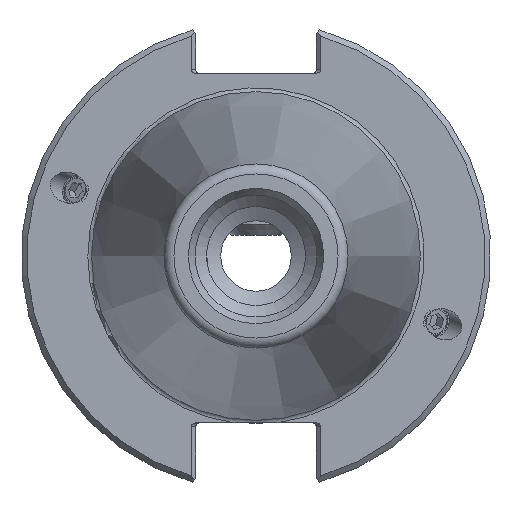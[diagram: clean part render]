
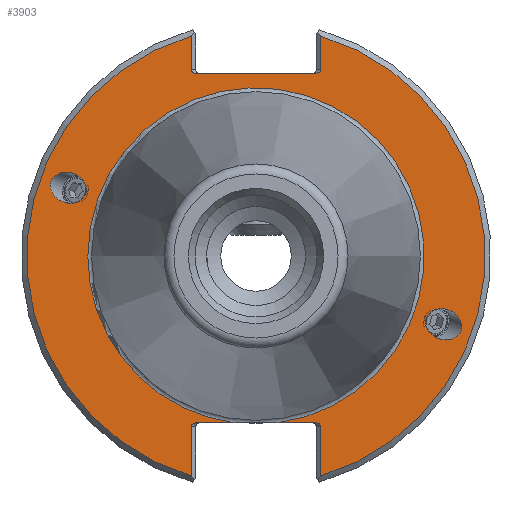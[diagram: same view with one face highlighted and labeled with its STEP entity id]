
A CAD part, left-side view. The second image highlights one B-rep face of the part: STEP entity #3903.
In plain terms, the highlighted planar face has unit normal (-1, 0, 0).
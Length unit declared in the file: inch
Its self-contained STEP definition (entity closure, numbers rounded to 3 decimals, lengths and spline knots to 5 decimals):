
#506=CARTESIAN_POINT('',(0.125,-0.90631,-0.32987));
#507=VERTEX_POINT('',#506);
#508=CARTESIAN_POINT('',(0.125,-0.99889,-0.36357));
#509=DIRECTION('',(1.0,0.,0.));
#510=DIRECTION('',(0.,-0.94,-0.342));
#511=AXIS2_PLACEMENT_3D('',#508,#509,#510);
#512=ELLIPSE('',#511,0.09853,0.08071);
#513=EDGE_CURVE('',#507,#507,#512,.T.);
#586=CARTESIAN_POINT('',(0.125,0.90631,0.32987));
#587=VERTEX_POINT('',#586);
#588=CARTESIAN_POINT('',(0.125,0.99889,0.36357));
#589=DIRECTION('',(1.0,0.,0.));
#590=DIRECTION('',(0.,0.94,0.342));
#591=AXIS2_PLACEMENT_3D('',#588,#589,#590);
#592=ELLIPSE('',#591,0.09853,0.08071);
#593=EDGE_CURVE('',#587,#587,#592,.T.);
#2949=CARTESIAN_POINT('',(0.125,0.345,0.992));
#2950=VERTEX_POINT('',#2949);
#2957=CARTESIAN_POINT('',(0.125,0.31672,0.972));
#2958=VERTEX_POINT('',#2957);
#2959=CARTESIAN_POINT('',(0.125,0.31672,0.992));
#2960=DIRECTION('',(-1.0,0.0,0.0));
#2961=DIRECTION('',(0.0,1.0,0.0));
#2962=AXIS2_PLACEMENT_3D('',#2959,#2960,#2961);
#2963=ELLIPSE('',#2962,0.02828,0.02);
#2964=EDGE_CURVE('',#2950,#2958,#2963,.T.);
#3049=CARTESIAN_POINT('',(0.125,0.345,1.1702));
#3050=VERTEX_POINT('',#3049);
#3057=CARTESIAN_POINT('',(0.125,0.345,1.1702));
#3058=DIRECTION('',(0.0,0.0,-1.0));
#3059=VECTOR('',#3058,0.1782);
#3060=LINE('',#3057,#3059);
#3061=EDGE_CURVE('',#3050,#2950,#3060,.T.);
#3161=CARTESIAN_POINT('',(0.125,-0.31672,0.972));
#3162=VERTEX_POINT('',#3161);
#3169=CARTESIAN_POINT('',(0.125,-0.345,0.992));
#3170=VERTEX_POINT('',#3169);
#3171=CARTESIAN_POINT('',(0.125,-0.31672,0.992));
#3172=DIRECTION('',(-1.0,0.0,0.0));
#3173=DIRECTION('',(0.0,-1.0,0.0));
#3174=AXIS2_PLACEMENT_3D('',#3171,#3172,#3173);
#3175=ELLIPSE('',#3174,0.02828,0.02);
#3176=EDGE_CURVE('',#3162,#3170,#3175,.T.);
#3226=CARTESIAN_POINT('',(0.125,-0.345,1.1702));
#3227=VERTEX_POINT('',#3226);
#3228=CARTESIAN_POINT('',(0.125,-0.345,0.992));
#3229=DIRECTION('',(0.0,0.0,1.0));
#3230=VECTOR('',#3229,0.1782);
#3231=LINE('',#3228,#3230);
#3232=EDGE_CURVE('',#3170,#3227,#3231,.T.);
#3250=CARTESIAN_POINT('',(0.125,-0.345,-0.908));
#3251=VERTEX_POINT('',#3250);
#3252=CARTESIAN_POINT('',(0.125,-0.31672,-0.888));
#3253=VERTEX_POINT('',#3252);
#3254=CARTESIAN_POINT('',(0.125,-0.31672,-0.908));
#3255=DIRECTION('',(-1.0,0.0,0.0));
#3256=DIRECTION('',(0.0,-1.0,0.0));
#3257=AXIS2_PLACEMENT_3D('',#3254,#3255,#3256);
#3258=ELLIPSE('',#3257,0.02828,0.02);
#3259=EDGE_CURVE('',#3251,#3253,#3258,.T.);
#3357=CARTESIAN_POINT('',(0.125,-0.345,-1.1702));
#3358=VERTEX_POINT('',#3357);
#3365=CARTESIAN_POINT('',(0.125,-0.345,-1.1702));
#3366=DIRECTION('',(0.0,0.0,1.0));
#3367=VECTOR('',#3366,0.2622);
#3368=LINE('',#3365,#3367);
#3369=EDGE_CURVE('',#3358,#3251,#3368,.T.);
#3469=CARTESIAN_POINT('',(0.125,0.31672,-0.888));
#3470=VERTEX_POINT('',#3469);
#3477=CARTESIAN_POINT('',(0.125,0.345,-0.908));
#3478=VERTEX_POINT('',#3477);
#3479=CARTESIAN_POINT('',(0.125,0.31672,-0.908));
#3480=DIRECTION('',(-1.0,0.0,0.0));
#3481=DIRECTION('',(0.0,1.0,0.0));
#3482=AXIS2_PLACEMENT_3D('',#3479,#3480,#3481);
#3483=ELLIPSE('',#3482,0.02828,0.02);
#3484=EDGE_CURVE('',#3470,#3478,#3483,.T.);
#3534=CARTESIAN_POINT('',(0.125,0.345,-1.1702));
#3535=VERTEX_POINT('',#3534);
#3536=CARTESIAN_POINT('',(0.125,0.345,-0.908));
#3537=DIRECTION('',(0.0,0.0,-1.0));
#3538=VECTOR('',#3537,0.2622);
#3539=LINE('',#3536,#3538);
#3540=EDGE_CURVE('',#3478,#3535,#3539,.T.);
#3607=CARTESIAN_POINT('',(0.125,0.31672,0.972));
#3608=DIRECTION('',(0.0,-1.0,0.0));
#3609=VECTOR('',#3608,0.63343);
#3610=LINE('',#3607,#3609);
#3611=EDGE_CURVE('',#2958,#3162,#3610,.T.);
#3815=CARTESIAN_POINT('',(0.125,-0.11172,-0.888));
#3816=VERTEX_POINT('',#3815);
#3817=CARTESIAN_POINT('',(0.125,0.11172,-0.888));
#3818=VERTEX_POINT('',#3817);
#3833=CARTESIAN_POINT('',(0.125,0.,0.0));
#3834=DIRECTION('',(-1.0,0.0,0.0));
#3835=DIRECTION('',(0.0,-1.0,0.0));
#3836=AXIS2_PLACEMENT_3D('',#3833,#3834,#3835);
#3837=CIRCLE('',#3836,0.895);
#3838=EDGE_CURVE('',#3816,#3818,#3837,.T.);
#3854=CARTESIAN_POINT('',(0.125,1.0625,0.0));
#3855=DIRECTION('',(-1.0,0.0,0.0));
#3856=DIRECTION('',(0.0,0.0,1.0));
#3857=AXIS2_PLACEMENT_3D('',#3854,#3855,#3856);
#3858=PLANE('',#3857);
#3859=ORIENTED_EDGE('',*,*,#3838,.F.);
#3860=CARTESIAN_POINT('',(0.125,-0.31672,-0.888));
#3861=DIRECTION('',(0.0,1.0,0.0));
#3862=VECTOR('',#3861,0.205);
#3863=LINE('',#3860,#3862);
#3864=EDGE_CURVE('',#3253,#3816,#3863,.T.);
#3865=ORIENTED_EDGE('',*,*,#3864,.F.);
#3866=ORIENTED_EDGE('',*,*,#3259,.F.);
#3867=ORIENTED_EDGE('',*,*,#3369,.F.);
#3868=CARTESIAN_POINT('',(0.125,0.,0.0));
#3869=DIRECTION('',(1.0,0.0,0.0));
#3870=DIRECTION('',(0.0,-1.0,0.0));
#3871=AXIS2_PLACEMENT_3D('',#3868,#3869,#3870);
#3872=CIRCLE('',#3871,1.22);
#3873=EDGE_CURVE('',#3227,#3358,#3872,.T.);
#3874=ORIENTED_EDGE('',*,*,#3873,.F.);
#3875=ORIENTED_EDGE('',*,*,#3232,.F.);
#3876=ORIENTED_EDGE('',*,*,#3176,.F.);
#3877=ORIENTED_EDGE('',*,*,#3611,.F.);
#3878=ORIENTED_EDGE('',*,*,#2964,.F.);
#3879=ORIENTED_EDGE('',*,*,#3061,.F.);
#3880=CARTESIAN_POINT('',(0.125,0.,0.0));
#3881=DIRECTION('',(1.0,0.0,0.0));
#3882=DIRECTION('',(0.0,1.0,0.0));
#3883=AXIS2_PLACEMENT_3D('',#3880,#3881,#3882);
#3884=CIRCLE('',#3883,1.22);
#3885=EDGE_CURVE('',#3535,#3050,#3884,.T.);
#3886=ORIENTED_EDGE('',*,*,#3885,.F.);
#3887=ORIENTED_EDGE('',*,*,#3540,.F.);
#3888=ORIENTED_EDGE('',*,*,#3484,.F.);
#3889=CARTESIAN_POINT('',(0.125,0.11172,-0.888));
#3890=DIRECTION('',(0.0,1.0,0.0));
#3891=VECTOR('',#3890,0.205);
#3892=LINE('',#3889,#3891);
#3893=EDGE_CURVE('',#3818,#3470,#3892,.T.);
#3894=ORIENTED_EDGE('',*,*,#3893,.F.);
#3895=EDGE_LOOP('',(#3859,#3865,#3866,#3867,#3874,#3875,#3876,#3877,#3878,#3879,#3886,#3887,#3888,#3894));
#3896=FACE_OUTER_BOUND('',#3895,.T.);
#3897=ORIENTED_EDGE('',*,*,#513,.T.);
#3898=EDGE_LOOP('',(#3897));
#3899=FACE_BOUND('',#3898,.T.);
#3900=ORIENTED_EDGE('',*,*,#593,.T.);
#3901=EDGE_LOOP('',(#3900));
#3902=FACE_BOUND('',#3901,.T.);
#3903=ADVANCED_FACE('',(#3896,#3899,#3902),#3858,.T.);
